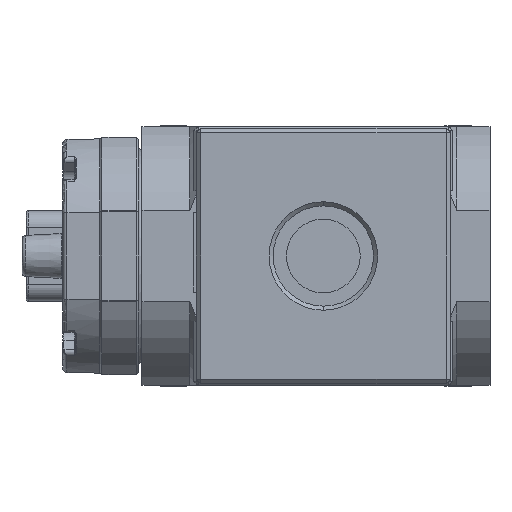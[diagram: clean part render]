
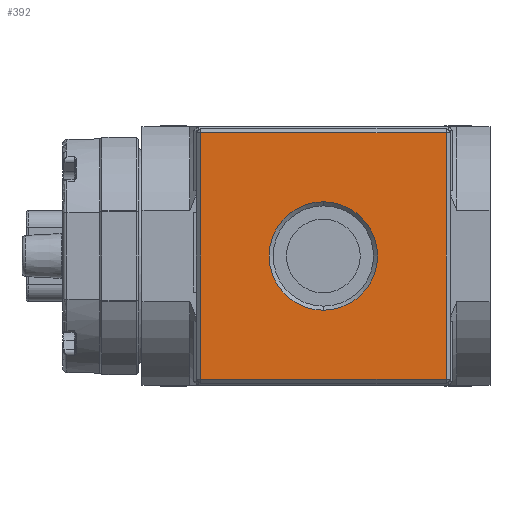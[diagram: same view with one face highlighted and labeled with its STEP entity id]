
A CAD part, left-side view. The second image highlights one B-rep face of the part: STEP entity #392.
In plain terms, the highlighted planar face has unit normal (-1, 0, 0).
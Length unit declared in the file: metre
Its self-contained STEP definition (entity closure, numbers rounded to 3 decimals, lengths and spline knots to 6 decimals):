
#392=ADVANCED_FACE('56:281',(#1611,#1612),#1613,.T.);
#1611=FACE_OUTER_BOUND('',#3449,.T.);
#1612=FACE_BOUND('',#3450,.T.);
#1613=PLANE('',#3451);
#3449=EDGE_LOOP('',(#8326,#8327,#8328,#8329));
#3450=EDGE_LOOP('',(#8330,#8331));
#3451=AXIS2_PLACEMENT_3D('',#8332,#8333,#8334);
#8326=ORIENTED_EDGE('',*,*,#13561,.F.);
#8327=ORIENTED_EDGE('',*,*,#13562,.F.);
#8328=ORIENTED_EDGE('',*,*,#13563,.F.);
#8329=ORIENTED_EDGE('',*,*,#13564,.F.);
#8330=ORIENTED_EDGE('',*,*,#12754,.F.);
#8331=ORIENTED_EDGE('',*,*,#13558,.F.);
#8332=CARTESIAN_POINT('',(-0.0683,0.031,0.03115));
#8333=DIRECTION('',(-1.0,0.0,0.0));
#8334=DIRECTION('',(0.0,1.0,0.0));
#12754=EDGE_CURVE('56:1169',#15554,#15552,#15556,.T.);
#13558=EDGE_CURVE('56:1169',#15552,#15554,#16889,.T.);
#13561=EDGE_CURVE('56:1175',#16892,#16893,#16894,.T.);
#13562=EDGE_CURVE('56:1178',#16895,#16892,#16896,.T.);
#13563=EDGE_CURVE('56:1181',#16897,#16895,#16898,.T.);
#13564=EDGE_CURVE('56:1184',#16893,#16897,#16899,.T.);
#15552=VERTEX_POINT('',#19259);
#15554=VERTEX_POINT('',#19262);
#15556=CIRCLE('',#19265,0.01325);
#16889=CIRCLE('',#21758,0.01325);
#16892=VERTEX_POINT('NONE',#21761);
#16893=VERTEX_POINT('NONE',#21762);
#16894=LINE('',#21763,#21764);
#16895=VERTEX_POINT('NONE',#21765);
#16896=LINE('',#21766,#21767);
#16897=VERTEX_POINT('NONE',#21768);
#16898=LINE('',#21769,#21770);
#16899=LINE('',#21771,#21772);
#19259=CARTESIAN_POINT('',(-0.0683,0.,0.01325));
#19262=CARTESIAN_POINT('',(-0.0683,0.,-0.01325));
#19265=AXIS2_PLACEMENT_3D('',#25299,#25300,#25301);
#21758=AXIS2_PLACEMENT_3D('',#26365,#26366,#26367);
#21761=CARTESIAN_POINT('',(-0.0683,-0.03,0.03015));
#21762=CARTESIAN_POINT('',(-0.0683,-0.03,-0.03015));
#21763=CARTESIAN_POINT('',(-0.0683,-0.03,0.03115));
#21764=VECTOR('',#26374,1.0);
#21765=CARTESIAN_POINT('',(-0.0683,0.03,0.03015));
#21766=CARTESIAN_POINT('',(-0.0683,0.031,0.03015));
#21767=VECTOR('',#26375,1.0);
#21768=CARTESIAN_POINT('',(-0.0683,0.03,-0.03015));
#21769=CARTESIAN_POINT('',(-0.0683,0.03,0.03115));
#21770=VECTOR('',#26376,1.0);
#21771=CARTESIAN_POINT('',(-0.0683,0.031,-0.03015));
#21772=VECTOR('',#26377,1.0);
#25299=CARTESIAN_POINT('',(-0.0683,0.,0.));
#25300=DIRECTION('',(-1.0,0.0,0.0));
#25301=DIRECTION('',(0.0,0.0,1.0));
#26365=CARTESIAN_POINT('',(-0.0683,0.,0.));
#26366=DIRECTION('',(-1.0,0.0,0.0));
#26367=DIRECTION('',(0.0,0.0,1.0));
#26374=DIRECTION('',(0.0,0.0,-1.0));
#26375=DIRECTION('',(0.0,-1.0,0.0));
#26376=DIRECTION('',(0.0,0.0,1.0));
#26377=DIRECTION('',(0.0,1.0,0.0));
